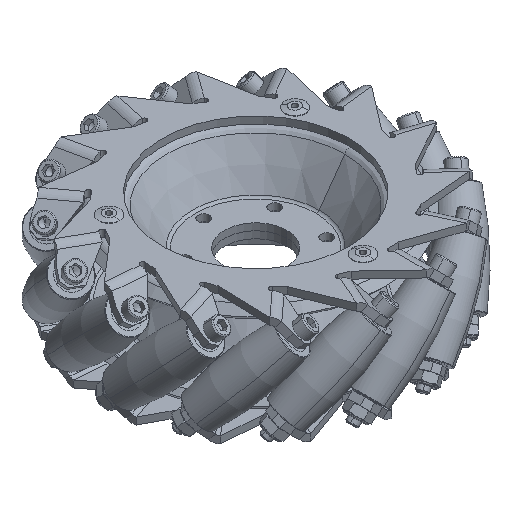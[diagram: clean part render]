
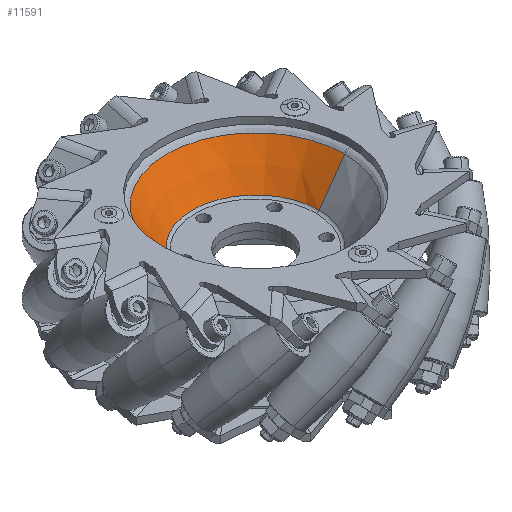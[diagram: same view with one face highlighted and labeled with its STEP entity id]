
A CAD part, isometric view. The second image highlights one B-rep face of the part: STEP entity #11591.
In plain terms, the highlighted conical face has half-angle 35.59 degrees and reference radius 28.53 mm.
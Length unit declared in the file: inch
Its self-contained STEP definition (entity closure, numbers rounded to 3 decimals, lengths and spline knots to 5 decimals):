
#249 = EDGE_CURVE ( 'NONE', #10753, #2357, #14849, .T. ) ;
#257 = AXIS2_PLACEMENT_3D ( 'NONE', #10935, #700, #2829 ) ;
#700 = DIRECTION ( 'NONE',  ( 1., 0., 0. ) ) ;
#1153 = ORIENTED_EDGE ( 'NONE', *, *, #9233, .T. ) ;
#1544 = DIRECTION ( 'NONE',  ( 0., 0., -1. ) ) ;
#2357 = VERTEX_POINT ( 'NONE', #6847 ) ;
#2463 = CARTESIAN_POINT ( 'NONE',  ( 0.125, 0., 1.12325 ) ) ;
#2520 = CARTESIAN_POINT ( 'NONE',  ( 0.15113, 0., -1.14194 ) ) ;
#2691 = CARTESIAN_POINT ( 'NONE',  ( 0.125, 0., 0. ) ) ;
#2829 = DIRECTION ( 'NONE',  ( 0., 0., 1. ) ) ;
#3509 = LINE ( 'NONE', #2463, #13587 ) ;
#3827 = DIRECTION ( 'NONE',  ( -1., 0., 0. ) ) ;
#3912 = CIRCLE ( 'NONE', #8010, 1.14194 ) ;
#4480 = ORIENTED_EDGE ( 'NONE', *, *, #249, .F. ) ;
#5260 = CONICAL_SURFACE ( 'NONE', #5982, 1.12325, 0.621 ) ;
#5298 = VERTEX_POINT ( 'NONE', #9324 ) ;
#5685 = DIRECTION ( 'NONE',  ( 0.813, 0., -0.582 ) ) ;
#5873 = CARTESIAN_POINT ( 'NONE',  ( 0.15113, 0., 0. ) ) ;
#5982 = AXIS2_PLACEMENT_3D ( 'NONE', #2691, #12006, #13072 ) ;
#6817 = CARTESIAN_POINT ( 'NONE',  ( 0.79662, 0., 1.60391 ) ) ;
#6847 = CARTESIAN_POINT ( 'NONE',  ( 0.79662, 0., -1.60391 ) ) ;
#8010 = AXIS2_PLACEMENT_3D ( 'NONE', #5873, #3827, #1544 ) ;
#8167 = VERTEX_POINT ( 'NONE', #6817 ) ;
#8364 = FACE_OUTER_BOUND ( 'NONE', #13166, .T. ) ;
#9233 = EDGE_CURVE ( 'NONE', #5298, #8167, #3509, .T. ) ;
#9235 = EDGE_CURVE ( 'NONE', #10753, #5298, #3912, .T. ) ;
#9324 = CARTESIAN_POINT ( 'NONE',  ( 0.15113, 0., 1.14194 ) ) ;
#9423 = EDGE_CURVE ( 'NONE', #8167, #2357, #13346, .T. ) ;
#10753 = VERTEX_POINT ( 'NONE', #2520 ) ;
#10935 = CARTESIAN_POINT ( 'NONE',  ( 0.79662, 0., 0. ) ) ;
#11363 = VECTOR ( 'NONE', #5685, 39.37008 ) ;
#11591 = ADVANCED_FACE ( 'NONE', ( #8364 ), #5260, .F. ) ;
#12006 = DIRECTION ( 'NONE',  ( 1., 0., 0. ) ) ;
#13072 = DIRECTION ( 'NONE',  ( 0., 0., -1. ) ) ;
#13099 = ORIENTED_EDGE ( 'NONE', *, *, #9423, .T. ) ;
#13166 = EDGE_LOOP ( 'NONE', ( #14877, #1153, #13099, #4480 ) ) ;
#13346 = CIRCLE ( 'NONE', #257, 1.60391 ) ;
#13587 = VECTOR ( 'NONE', #13989, 39.37008 ) ;
#13793 = CARTESIAN_POINT ( 'NONE',  ( 0.125, 0., -1.12325 ) ) ;
#13989 = DIRECTION ( 'NONE',  ( 0.813, 0., 0.582 ) ) ;
#14849 = LINE ( 'NONE', #13793, #11363 ) ;
#14877 = ORIENTED_EDGE ( 'NONE', *, *, #9235, .T. ) ;
